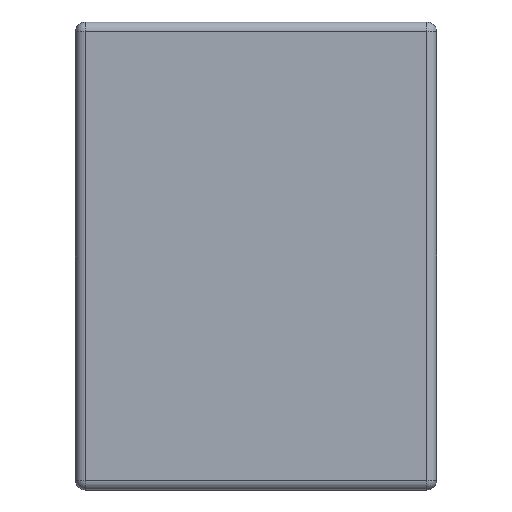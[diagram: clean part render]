
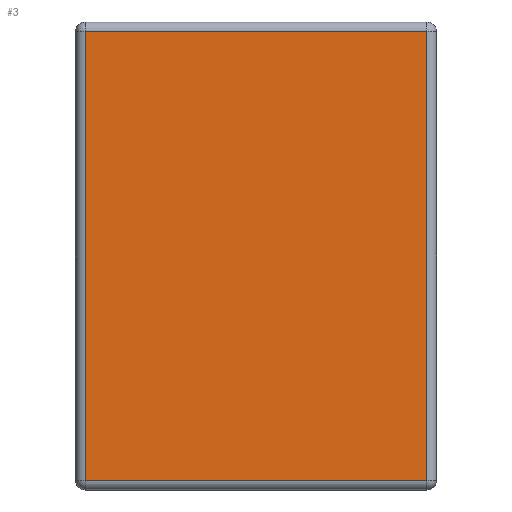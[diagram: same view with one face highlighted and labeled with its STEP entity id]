
A CAD part, left-side view. The second image highlights one B-rep face of the part: STEP entity #3.
In plain terms, the highlighted planar face has unit normal (-1, 0, 0).
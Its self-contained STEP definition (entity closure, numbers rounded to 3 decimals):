
#3 = ADVANCED_FACE ( 'NONE', ( #422 ), #1808, .T. ) ;
#72 = DIRECTION ( 'NONE',  ( 0., 0., 1. ) ) ;
#222 = DIRECTION ( 'NONE',  ( 0., 1., 0. ) ) ;
#395 = CARTESIAN_POINT ( 'NONE',  ( 0., 0., 0. ) ) ;
#422 = FACE_OUTER_BOUND ( 'NONE', #3052, .T. ) ;
#605 = LINE ( 'NONE', #911, #3727 ) ;
#608 = DIRECTION ( 'NONE',  ( 0., -1., 0. ) ) ;
#735 = DIRECTION ( 'NONE',  ( -1., 0., 0. ) ) ;
#911 = CARTESIAN_POINT ( 'NONE',  ( 0., 0., -3.427 ) ) ;
#1019 = ORIENTED_EDGE ( 'NONE', *, *, #4218, .T. ) ;
#1036 = LINE ( 'NONE', #3612, #2663 ) ;
#1149 = CARTESIAN_POINT ( 'NONE',  ( 0., 2.7, -0.073 ) ) ;
#1727 = CARTESIAN_POINT ( 'NONE',  ( 0., 2.627, -3.5 ) ) ;
#1740 = CARTESIAN_POINT ( 'NONE',  ( 0., 0.073, -0.073 ) ) ;
#1787 = CARTESIAN_POINT ( 'NONE',  ( 0., 2.627, -3.427 ) ) ;
#1808 = PLANE ( 'NONE',  #4534 ) ;
#2149 = ORIENTED_EDGE ( 'NONE', *, *, #3212, .T. ) ;
#2307 = VERTEX_POINT ( 'NONE', #1787 ) ;
#2339 = VERTEX_POINT ( 'NONE', #3854 ) ;
#2430 = DIRECTION ( 'NONE',  ( 0., 0., -1. ) ) ;
#2511 = EDGE_CURVE ( 'NONE', #4289, #2339, #4078, .T. ) ;
#2663 = VECTOR ( 'NONE', #4294, 1000. ) ;
#2960 = EDGE_CURVE ( 'NONE', #4227, #4289, #1036, .T. ) ;
#3052 = EDGE_LOOP ( 'NONE', ( #2149, #3467, #4535, #1019 ) ) ;
#3212 = EDGE_CURVE ( 'NONE', #2307, #4227, #605, .T. ) ;
#3371 = VECTOR ( 'NONE', #2430, 1000. ) ;
#3467 = ORIENTED_EDGE ( 'NONE', *, *, #2960, .T. ) ;
#3612 = CARTESIAN_POINT ( 'NONE',  ( 0., 0.073, 0. ) ) ;
#3727 = VECTOR ( 'NONE', #608, 1000. ) ;
#3801 = CARTESIAN_POINT ( 'NONE',  ( 0., 0.073, -3.427 ) ) ;
#3854 = CARTESIAN_POINT ( 'NONE',  ( 0., 2.627, -0.073 ) ) ;
#3961 = VECTOR ( 'NONE', #222, 1000. ) ;
#4078 = LINE ( 'NONE', #1149, #3961 ) ;
#4218 = EDGE_CURVE ( 'NONE', #2339, #2307, #4305, .T. ) ;
#4227 = VERTEX_POINT ( 'NONE', #3801 ) ;
#4289 = VERTEX_POINT ( 'NONE', #1740 ) ;
#4294 = DIRECTION ( 'NONE',  ( 0., 0., 1. ) ) ;
#4305 = LINE ( 'NONE', #1727, #3371 ) ;
#4534 = AXIS2_PLACEMENT_3D ( 'NONE', #395, #735, #72 ) ;
#4535 = ORIENTED_EDGE ( 'NONE', *, *, #2511, .T. ) ;
